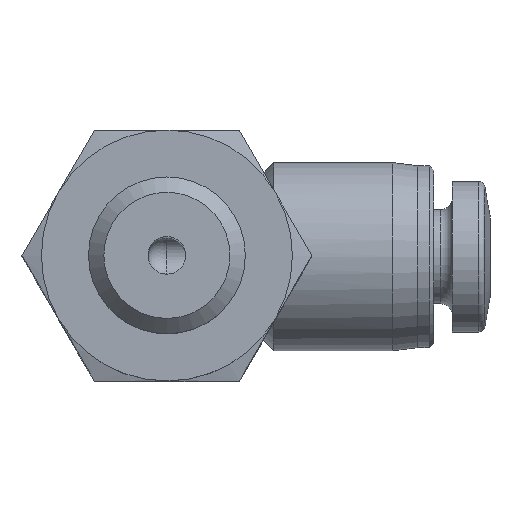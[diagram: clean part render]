
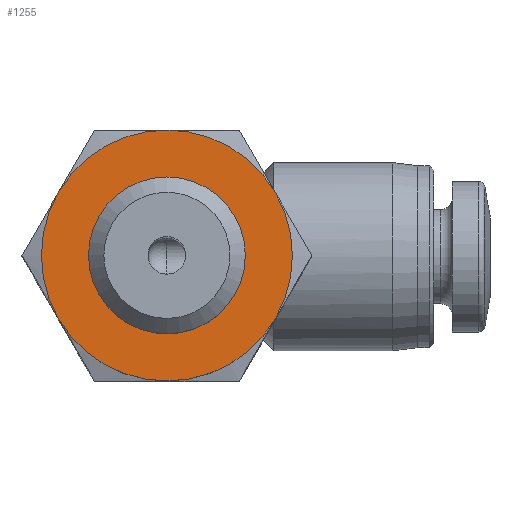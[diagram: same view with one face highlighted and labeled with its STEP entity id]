
A CAD part, top view. The second image highlights one B-rep face of the part: STEP entity #1255.
In plain terms, the highlighted planar face has unit normal (0, 0, 1).
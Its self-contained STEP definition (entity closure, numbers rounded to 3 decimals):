
#130=PLANE('',#1352);
#248=ORIENTED_EDGE('',*,*,#451,.F.);
#249=ORIENTED_EDGE('',*,*,#452,.T.);
#451=EDGE_CURVE('',#548,#548,#608,.T.);
#452=EDGE_CURVE('',#549,#549,#609,.T.);
#548=VERTEX_POINT('',#1887);
#549=VERTEX_POINT('',#1889);
#608=CIRCLE('',#1353,4.);
#609=CIRCLE('',#1354,2.5);
#655=EDGE_LOOP('',(#248));
#656=EDGE_LOOP('',(#249));
#740=FACE_BOUND('',#655,.T.);
#741=FACE_BOUND('',#656,.T.);
#1255=ADVANCED_FACE('',(#740,#741),#130,.F.);
#1352=AXIS2_PLACEMENT_3D('',#1885,#1543,#1544);
#1353=AXIS2_PLACEMENT_3D('',#1886,#1545,#1546);
#1354=AXIS2_PLACEMENT_3D('',#1888,#1547,#1548);
#1543=DIRECTION('',(0.,0.,-1.));
#1544=DIRECTION('',(-1.,0.,0.));
#1545=DIRECTION('',(0.,0.,-1.));
#1546=DIRECTION('',(-1.,0.,0.));
#1547=DIRECTION('',(0.,0.,-1.));
#1548=DIRECTION('',(-1.,0.,0.));
#1885=CARTESIAN_POINT('',(0.,0.,22.));
#1886=CARTESIAN_POINT('',(0.,0.,22.));
#1887=CARTESIAN_POINT('',(-4.,0.,22.));
#1888=CARTESIAN_POINT('',(0.,0.,22.));
#1889=CARTESIAN_POINT('',(-2.5,0.,22.));
